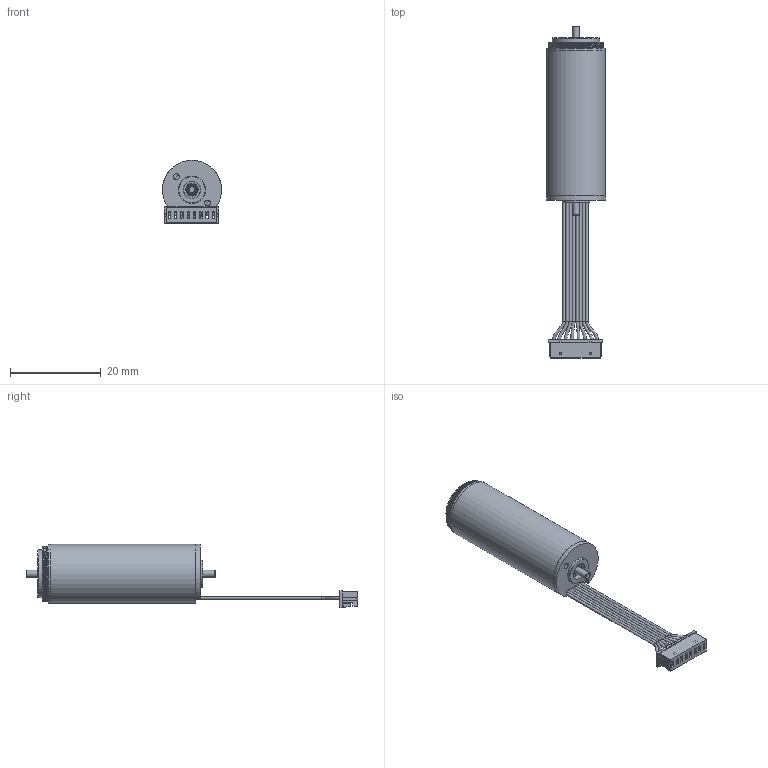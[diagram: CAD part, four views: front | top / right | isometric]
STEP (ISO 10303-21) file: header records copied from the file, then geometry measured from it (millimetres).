
FILE_DESCRIPTION (( 'STEP AP203' ), '1' );
FILE_NAME ('EC1333S.STEP', '2025-11-26T08:34:06', ( 'Windows 蚚誧' ), ( 'Organization' ), 'SwSTEP 2.0', 'SolidWorks 2020', '' );
FILE_SCHEMA (( 'CONFIG_CONTROL_DESIGN' ));
Length unit declared in the file: millimetre
Products named in the file (8): 01.02.1017 綴傷裔; 01.01.0989 ヶ傷裔; 01.06.0005 粣創; 01.05.0017 O型圈; 01.14.0800 傷赽盄; EC1333S; 01.07.0706 儂褲; 01.10.2242 粣
Assembly tree (8 placements, depth 2):
  EC1333S
    01.07.0706 儂褲
    01.01.0989 ヶ傷裔
    01.02.1017 綴傷裔
    01.05.0017 O型圈
    01.10.2242 粣
    01.06.0005 粣創  x2
    01.14.0800 傷赽盄
Bounding box: 13 x 73.16 x 14 mm (x, y, z)
Volume: 1520.2 mm3; surface area: 5395 mm2
Topology: 19 solids, 28 shells, 477 faces, 1247 edges, 808 vertices
Faces by surface type: plane 292, cylinder 71, torus 43, cone 41, sphere 20, bspline 10
Full cylindrical faces by diameter (mm): 0.34 x8, 0.6 x8, 1.25 x2, 1.5 x2, 2 x3, 2.5 x4, 2.8 x8, 3 x4, 3.8 x2, 4 x4, 4.2 x4, 5 x5, 6 x1, 7 x2, 9 x1, 10.5 x1, 11 x2, 12 x1, 12.2 x1, 13 x2
Entity records: 14924 total; most frequent: CARTESIAN_POINT 4656, DIRECTION 1867, ORIENTED_EDGE 1742, EDGE_CURVE 923, VECTOR 739, LINE 739, VERTEX_POINT 659, EDGE_LOOP 579
